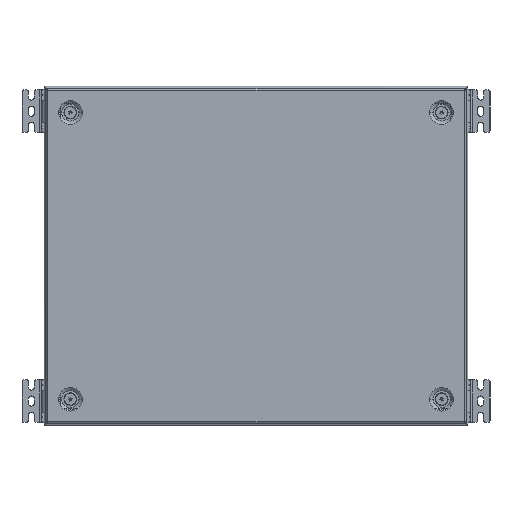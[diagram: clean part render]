
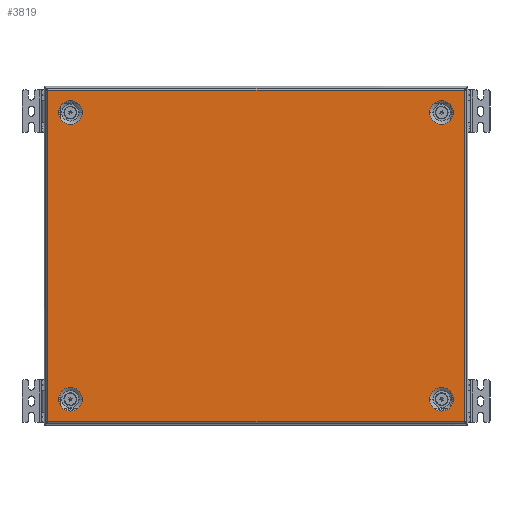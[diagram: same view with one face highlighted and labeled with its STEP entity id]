
A CAD part, top view. The second image highlights one B-rep face of the part: STEP entity #3819.
In plain terms, the highlighted planar face has unit normal (0, 0, 1).
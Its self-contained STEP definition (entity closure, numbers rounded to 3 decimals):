
#54 = VERTEX_POINT ( 'NONE', #24116 ) ;
#607 = VECTOR ( 'NONE', #18785, 1000. ) ;
#802 = DIRECTION ( 'NONE',  ( 1., 0., 0. ) ) ;
#960 = ORIENTED_EDGE ( 'NONE', *, *, #7799, .F. ) ;
#1151 = EDGE_LOOP ( 'NONE', ( #12668, #960 ) ) ;
#1154 = CARTESIAN_POINT ( 'NONE',  ( -245.793, -195.5, 0. ) ) ;
#1272 = DIRECTION ( 'NONE',  ( 0., 1., 0. ) ) ;
#1312 = EDGE_CURVE ( 'NONE', #19421, #24323, #3058, .T. ) ;
#1544 = CARTESIAN_POINT ( 'NONE',  ( 245.793, 195.5, 0. ) ) ;
#1649 = EDGE_CURVE ( 'NONE', #7020, #19421, #14616, .T. ) ;
#1790 = EDGE_LOOP ( 'NONE', ( #16798, #20170 ) ) ;
#1953 = FACE_BOUND ( 'NONE', #13074, .T. ) ;
#1974 = CARTESIAN_POINT ( 'NONE',  ( -245.5, -195.5, 0. ) ) ;
#2050 = ORIENTED_EDGE ( 'NONE', *, *, #14005, .F. ) ;
#2137 = EDGE_CURVE ( 'NONE', #54, #2297, #24587, .T. ) ;
#2297 = VERTEX_POINT ( 'NONE', #10935 ) ;
#2327 = AXIS2_PLACEMENT_3D ( 'NONE', #23274, #8061, #14499 ) ;
#2351 = AXIS2_PLACEMENT_3D ( 'NONE', #20559, #22637, #20837 ) ;
#2688 = CIRCLE ( 'NONE', #18267, 14. ) ;
#2813 = AXIS2_PLACEMENT_3D ( 'NONE', #4471, #18950, #16854 ) ;
#2866 = CARTESIAN_POINT ( 'NONE',  ( -233., -169., 0. ) ) ;
#2886 = EDGE_LOOP ( 'NONE', ( #3854, #2050 ) ) ;
#2965 = EDGE_CURVE ( 'NONE', #2297, #54, #17610, .T. ) ;
#3058 = LINE ( 'NONE', #19782, #7164 ) ;
#3394 = AXIS2_PLACEMENT_3D ( 'NONE', #10320, #16736, #27325 ) ;
#3435 = LINE ( 'NONE', #19866, #11455 ) ;
#3746 = EDGE_CURVE ( 'NONE', #8722, #21695, #11611, .T. ) ;
#3819 = ADVANCED_FACE ( 'NONE', ( #10012, #18522, #6251, #23256, #1953 ), #8614, .T. ) ;
#3854 = ORIENTED_EDGE ( 'NONE', *, *, #3746, .F. ) ;
#4094 = CARTESIAN_POINT ( 'NONE',  ( -245.5, 195.793, 0. ) ) ;
#4471 = CARTESIAN_POINT ( 'NONE',  ( 219., 169., 0. ) ) ;
#5257 = CARTESIAN_POINT ( 'NONE',  ( -245.4, 195.5, 0. ) ) ;
#6230 = VERTEX_POINT ( 'NONE', #23104 ) ;
#6251 = FACE_BOUND ( 'NONE', #1790, .T. ) ;
#6695 = EDGE_CURVE ( 'NONE', #24323, #15141, #26686, .T. ) ;
#6869 = ORIENTED_EDGE ( 'NONE', *, *, #6695, .T. ) ;
#7020 = VERTEX_POINT ( 'NONE', #21648 ) ;
#7038 = CARTESIAN_POINT ( 'NONE',  ( 219., -169., 0. ) ) ;
#7164 = VECTOR ( 'NONE', #1272, 1000. ) ;
#7799 = EDGE_CURVE ( 'NONE', #18211, #25578, #22563, .T. ) ;
#7916 = DIRECTION ( 'NONE',  ( 0., 0., 1. ) ) ;
#8061 = DIRECTION ( 'NONE',  ( 0., 0., 1. ) ) ;
#8614 = PLANE ( 'NONE',  #17396 ) ;
#8722 = VERTEX_POINT ( 'NONE', #2866 ) ;
#9158 = ORIENTED_EDGE ( 'NONE', *, *, #2965, .F. ) ;
#9424 = CIRCLE ( 'NONE', #24998, 14. ) ;
#9890 = DIRECTION ( 'NONE',  ( 1., 0., 0. ) ) ;
#10012 = FACE_OUTER_BOUND ( 'NONE', #15492, .T. ) ;
#10320 = CARTESIAN_POINT ( 'NONE',  ( -219., 169., 0. ) ) ;
#10554 = DIRECTION ( 'NONE',  ( 1., 0., 0. ) ) ;
#10652 = ORIENTED_EDGE ( 'NONE', *, *, #26373, .T. ) ;
#10935 = CARTESIAN_POINT ( 'NONE',  ( -233., 169., 0. ) ) ;
#11351 = VECTOR ( 'NONE', #24609, 1000. ) ;
#11455 = VECTOR ( 'NONE', #802, 1000. ) ;
#11611 = CIRCLE ( 'NONE', #27179, 14. ) ;
#11626 = VERTEX_POINT ( 'NONE', #1974 ) ;
#11918 = CARTESIAN_POINT ( 'NONE',  ( 233., 169., 0. ) ) ;
#12096 = EDGE_CURVE ( 'NONE', #25578, #18211, #9424, .T. ) ;
#12532 = DIRECTION ( 'NONE',  ( 1., 0., 0. ) ) ;
#12668 = ORIENTED_EDGE ( 'NONE', *, *, #12096, .F. ) ;
#12714 = ORIENTED_EDGE ( 'NONE', *, *, #27439, .F. ) ;
#12948 = VERTEX_POINT ( 'NONE', #17168 ) ;
#13074 = EDGE_LOOP ( 'NONE', ( #9158, #17737 ) ) ;
#13644 = LINE ( 'NONE', #20059, #24918 ) ;
#13801 = EDGE_CURVE ( 'NONE', #12948, #7020, #13644, .T. ) ;
#14005 = EDGE_CURVE ( 'NONE', #21695, #8722, #2688, .T. ) ;
#14108 = VECTOR ( 'NONE', #9890, 1000. ) ;
#14499 = DIRECTION ( 'NONE',  ( -1., 0., 0. ) ) ;
#14616 = LINE ( 'NONE', #25184, #23245 ) ;
#15141 = VERTEX_POINT ( 'NONE', #16919 ) ;
#15201 = DIRECTION ( 'NONE',  ( 0., -1., 0. ) ) ;
#15412 = CARTESIAN_POINT ( 'NONE',  ( 205., -169., 0. ) ) ;
#15492 = EDGE_LOOP ( 'NONE', ( #6869, #20435, #12714, #23125, #10652, #18844, #23484, #26099 ) ) ;
#15542 = DIRECTION ( 'NONE',  ( 1., 0., 0. ) ) ;
#16105 = CARTESIAN_POINT ( 'NONE',  ( 245.793, 195.5, 0. ) ) ;
#16273 = VERTEX_POINT ( 'NONE', #11918 ) ;
#16529 = CARTESIAN_POINT ( 'NONE',  ( 219., -169., 0. ) ) ;
#16736 = DIRECTION ( 'NONE',  ( 0., 0., 1. ) ) ;
#16798 = ORIENTED_EDGE ( 'NONE', *, *, #17418, .F. ) ;
#16854 = DIRECTION ( 'NONE',  ( -1., 0., 0. ) ) ;
#16919 = CARTESIAN_POINT ( 'NONE',  ( 245.4, 195.5, 0. ) ) ;
#17115 = DIRECTION ( 'NONE',  ( 0., 0., 1. ) ) ;
#17168 = CARTESIAN_POINT ( 'NONE',  ( -245.4, -195.5, 0. ) ) ;
#17358 = DIRECTION ( 'NONE',  ( 0., 0., 1. ) ) ;
#17396 = AXIS2_PLACEMENT_3D ( 'NONE', #18932, #17115, #12532 ) ;
#17418 = EDGE_CURVE ( 'NONE', #16273, #23769, #26313, .T. ) ;
#17610 = CIRCLE ( 'NONE', #3394, 14. ) ;
#17737 = ORIENTED_EDGE ( 'NONE', *, *, #2137, .F. ) ;
#17943 = CIRCLE ( 'NONE', #2813, 14. ) ;
#17956 = CARTESIAN_POINT ( 'NONE',  ( -205., -169., 0. ) ) ;
#17980 = DIRECTION ( 'NONE',  ( 1., 0., 0. ) ) ;
#18082 = CARTESIAN_POINT ( 'NONE',  ( 233., -169., 0. ) ) ;
#18108 = CARTESIAN_POINT ( 'NONE',  ( -219., -169., 0. ) ) ;
#18211 = VERTEX_POINT ( 'NONE', #15412 ) ;
#18267 = AXIS2_PLACEMENT_3D ( 'NONE', #22679, #24652, #26729 ) ;
#18400 = EDGE_CURVE ( 'NONE', #6230, #11626, #21079, .T. ) ;
#18522 = FACE_BOUND ( 'NONE', #1151, .T. ) ;
#18776 = CARTESIAN_POINT ( 'NONE',  ( 245.5, -195.5, 0. ) ) ;
#18785 = DIRECTION ( 'NONE',  ( -1., 0., 0. ) ) ;
#18844 = ORIENTED_EDGE ( 'NONE', *, *, #13801, .T. ) ;
#18892 = EDGE_CURVE ( 'NONE', #23769, #16273, #17943, .T. ) ;
#18932 = CARTESIAN_POINT ( 'NONE',  ( 0., 0., 0. ) ) ;
#18950 = DIRECTION ( 'NONE',  ( 0., 0., 1. ) ) ;
#19291 = VERTEX_POINT ( 'NONE', #5257 ) ;
#19421 = VERTEX_POINT ( 'NONE', #18776 ) ;
#19782 = CARTESIAN_POINT ( 'NONE',  ( 245.5, -195.793, 0. ) ) ;
#19866 = CARTESIAN_POINT ( 'NONE',  ( -247.5, 195.5, 0. ) ) ;
#20059 = CARTESIAN_POINT ( 'NONE',  ( -245.793, -195.5, 0. ) ) ;
#20061 = LINE ( 'NONE', #1154, #14108 ) ;
#20170 = ORIENTED_EDGE ( 'NONE', *, *, #18892, .F. ) ;
#20435 = ORIENTED_EDGE ( 'NONE', *, *, #23154, .T. ) ;
#20559 = CARTESIAN_POINT ( 'NONE',  ( -219., 169., 0. ) ) ;
#20601 = DIRECTION ( 'NONE',  ( -1., 0., 0. ) ) ;
#20837 = DIRECTION ( 'NONE',  ( 1., 0., 0. ) ) ;
#21079 = LINE ( 'NONE', #4094, #22805 ) ;
#21648 = CARTESIAN_POINT ( 'NONE',  ( 245.4, -195.5, 0. ) ) ;
#21695 = VERTEX_POINT ( 'NONE', #17956 ) ;
#22563 = CIRCLE ( 'NONE', #24790, 14. ) ;
#22637 = DIRECTION ( 'NONE',  ( 0., 0., 1. ) ) ;
#22679 = CARTESIAN_POINT ( 'NONE',  ( -219., -169., 0. ) ) ;
#22805 = VECTOR ( 'NONE', #15201, 1000. ) ;
#23100 = DIRECTION ( 'NONE',  ( 1., 0., 0. ) ) ;
#23104 = CARTESIAN_POINT ( 'NONE',  ( -245.5, 195.5, 0. ) ) ;
#23125 = ORIENTED_EDGE ( 'NONE', *, *, #18400, .T. ) ;
#23154 = EDGE_CURVE ( 'NONE', #15141, #19291, #25182, .T. ) ;
#23245 = VECTOR ( 'NONE', #23100, 1000. ) ;
#23256 = FACE_BOUND ( 'NONE', #2886, .T. ) ;
#23274 = CARTESIAN_POINT ( 'NONE',  ( 219., 169., 0. ) ) ;
#23484 = ORIENTED_EDGE ( 'NONE', *, *, #1649, .T. ) ;
#23769 = VERTEX_POINT ( 'NONE', #27384 ) ;
#24116 = CARTESIAN_POINT ( 'NONE',  ( -205., 169., 0. ) ) ;
#24318 = CARTESIAN_POINT ( 'NONE',  ( 245.5, 195.5, 0. ) ) ;
#24323 = VERTEX_POINT ( 'NONE', #24318 ) ;
#24587 = CIRCLE ( 'NONE', #2351, 14. ) ;
#24609 = DIRECTION ( 'NONE',  ( -1., 0., 0. ) ) ;
#24652 = DIRECTION ( 'NONE',  ( 0., 0., 1. ) ) ;
#24790 = AXIS2_PLACEMENT_3D ( 'NONE', #16529, #25165, #10554 ) ;
#24918 = VECTOR ( 'NONE', #17980, 1000. ) ;
#24998 = AXIS2_PLACEMENT_3D ( 'NONE', #7038, #17358, #15542 ) ;
#25165 = DIRECTION ( 'NONE',  ( 0., 0., 1. ) ) ;
#25182 = LINE ( 'NONE', #1544, #607 ) ;
#25184 = CARTESIAN_POINT ( 'NONE',  ( 247.5, -195.5, 0. ) ) ;
#25578 = VERTEX_POINT ( 'NONE', #18082 ) ;
#26099 = ORIENTED_EDGE ( 'NONE', *, *, #1312, .T. ) ;
#26313 = CIRCLE ( 'NONE', #2327, 14. ) ;
#26373 = EDGE_CURVE ( 'NONE', #11626, #12948, #20061, .T. ) ;
#26686 = LINE ( 'NONE', #16105, #11351 ) ;
#26729 = DIRECTION ( 'NONE',  ( -1., 0., 0. ) ) ;
#27179 = AXIS2_PLACEMENT_3D ( 'NONE', #18108, #7916, #20601 ) ;
#27325 = DIRECTION ( 'NONE',  ( 1., 0., 0. ) ) ;
#27384 = CARTESIAN_POINT ( 'NONE',  ( 205., 169., 0. ) ) ;
#27439 = EDGE_CURVE ( 'NONE', #6230, #19291, #3435, .T. ) ;
